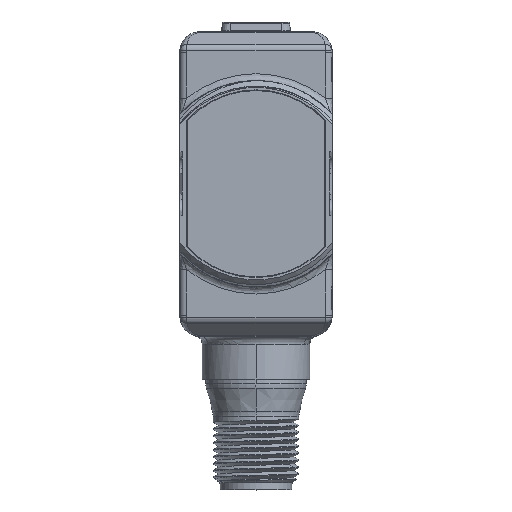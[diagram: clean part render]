
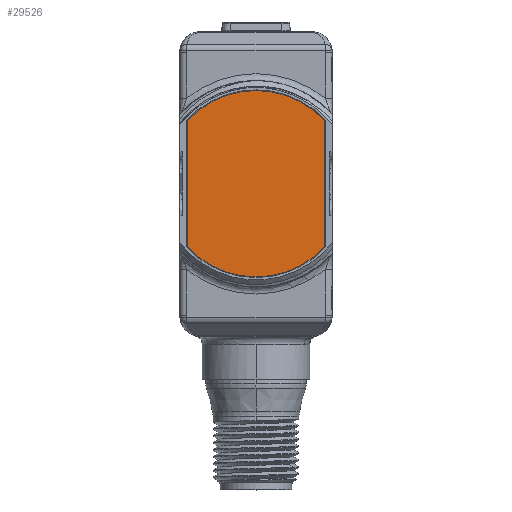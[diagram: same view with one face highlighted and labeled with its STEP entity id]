
A CAD part, top view. The second image highlights one B-rep face of the part: STEP entity #29526.
In plain terms, the highlighted face is planar.
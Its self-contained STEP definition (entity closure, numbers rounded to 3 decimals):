
#29443=CARTESIAN_POINT('',(0.,0.,0.));
#29444=DIRECTION('',(0.,1.,0.));
#29445=DIRECTION('',(-0.677,0.,-0.736));
#29446=AXIS2_PLACEMENT_3D('',#29443,#29444,#29445);
#29448=DIRECTION('',(-1.,0.,0.));
#29449=VECTOR('',#29448,18.209);
#29450=CARTESIAN_POINT('',(9.105,0.,-9.9));
#29451=LINE('',#29450,#29449);
#29452=CARTESIAN_POINT('',(0.,0.,0.));
#29453=DIRECTION('',(0.,1.,0.));
#29454=DIRECTION('',(0.677,0.,0.736));
#29455=AXIS2_PLACEMENT_3D('',#29452,#29453,#29454);
#29457=DIRECTION('',(1.,0.,0.));
#29458=VECTOR('',#29457,18.209);
#29459=CARTESIAN_POINT('',(-9.105,0.,9.9));
#29460=LINE('',#29459,#29458);
#29495=CARTESIAN_POINT('',(-9.105,0.,-9.9));
#29496=CARTESIAN_POINT('',(-9.105,0.,9.9));
#29497=VERTEX_POINT('',#29495);
#29498=VERTEX_POINT('',#29496);
#29499=CARTESIAN_POINT('',(9.105,0.,9.9));
#29500=VERTEX_POINT('',#29499);
#29501=CARTESIAN_POINT('',(9.105,0.,-9.9));
#29502=VERTEX_POINT('',#29501);
#29511=CARTESIAN_POINT('',(0.,0.,0.));
#29512=DIRECTION('',(0.,1.,0.));
#29513=DIRECTION('',(1.,0.,0.));
#29514=AXIS2_PLACEMENT_3D('',#29511,#29512,#29513);
#29515=PLANE('',#29514);
#29517=ORIENTED_EDGE('',*,*,#29516,.F.);
#29519=ORIENTED_EDGE('',*,*,#29518,.F.);
#29521=ORIENTED_EDGE('',*,*,#29520,.F.);
#29523=ORIENTED_EDGE('',*,*,#29522,.F.);
#29524=EDGE_LOOP('',(#29517,#29519,#29521,#29523));
#29525=FACE_OUTER_BOUND('',#29524,.F.);
#29447=CIRCLE('',#29446,13.45);
#29456=CIRCLE('',#29455,13.45);
#29516=EDGE_CURVE('',#29497,#29498,#29447,.T.);
#29518=EDGE_CURVE('',#29502,#29497,#29451,.T.);
#29520=EDGE_CURVE('',#29500,#29502,#29456,.T.);
#29522=EDGE_CURVE('',#29498,#29500,#29460,.T.);
#29526=ADVANCED_FACE('',(#29525),#29515,.T.);
